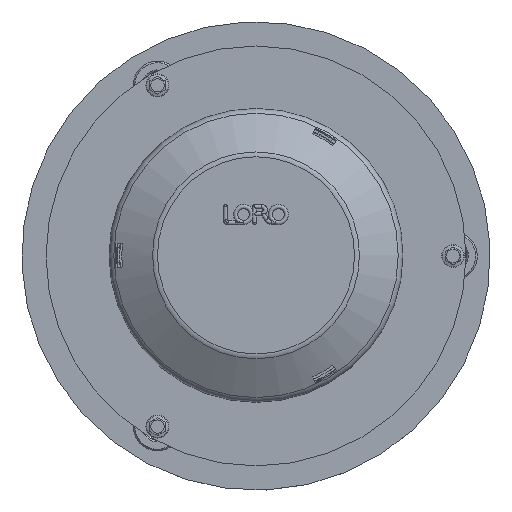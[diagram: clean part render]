
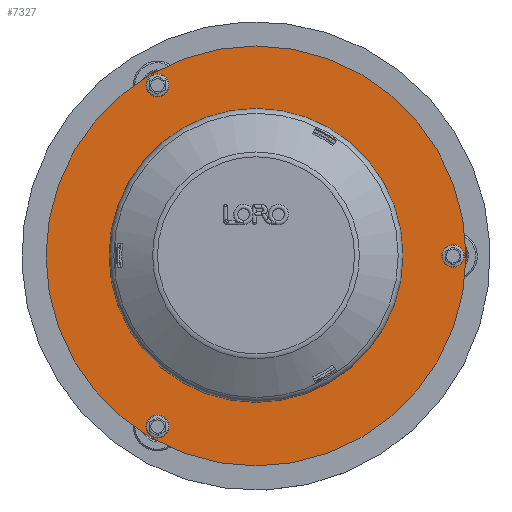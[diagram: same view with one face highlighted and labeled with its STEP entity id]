
A CAD part, top view. The second image highlights one B-rep face of the part: STEP entity #7327.
In plain terms, the highlighted planar face has unit normal (0, 0, 1).
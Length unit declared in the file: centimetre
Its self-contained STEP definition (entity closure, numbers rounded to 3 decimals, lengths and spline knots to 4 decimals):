
#182=FACE_BOUND('',#1327,.T.);
#183=FACE_BOUND('',#1328,.T.);
#184=FACE_BOUND('',#1329,.T.);
#185=FACE_BOUND('',#1330,.T.);
#377=PLANE('',#9544);
#828=FACE_OUTER_BOUND('',#1326,.T.);
#1326=EDGE_LOOP('',(#5134));
#1327=EDGE_LOOP('',(#5135));
#1328=EDGE_LOOP('',(#5136));
#1329=EDGE_LOOP('',(#5137));
#1330=EDGE_LOOP('',(#5138));
#1946=CIRCLE('',#9530,4.);
#1948=CIRCLE('',#9533,84.5);
#1950=CIRCLE('',#9536,4.);
#1952=CIRCLE('',#9539,4.);
#1954=CIRCLE('',#9542,130.);
#2502=VERTEX_POINT('',#13843);
#2504=VERTEX_POINT('',#13849);
#2506=VERTEX_POINT('',#13855);
#2508=VERTEX_POINT('',#13861);
#2510=VERTEX_POINT('',#13867);
#3487=EDGE_CURVE('',#2502,#2502,#1946,.T.);
#3490=EDGE_CURVE('',#2504,#2504,#1948,.T.);
#3493=EDGE_CURVE('',#2506,#2506,#1950,.T.);
#3496=EDGE_CURVE('',#2508,#2508,#1952,.T.);
#3499=EDGE_CURVE('',#2510,#2510,#1954,.T.);
#5134=ORIENTED_EDGE('',*,*,#3499,.T.);
#5135=ORIENTED_EDGE('',*,*,#3490,.F.);
#5136=ORIENTED_EDGE('',*,*,#3496,.T.);
#5137=ORIENTED_EDGE('',*,*,#3493,.T.);
#5138=ORIENTED_EDGE('',*,*,#3487,.T.);
#7327=ADVANCED_FACE('',(#828,#182,#183,#184,#185),#377,.T.);
#9530=AXIS2_PLACEMENT_3D('',#13845,#10901,#10902);
#9533=AXIS2_PLACEMENT_3D('',#13851,#10908,#10909);
#9536=AXIS2_PLACEMENT_3D('',#13857,#10915,#10916);
#9539=AXIS2_PLACEMENT_3D('',#13863,#10922,#10923);
#9542=AXIS2_PLACEMENT_3D('',#13869,#10929,#10930);
#9544=AXIS2_PLACEMENT_3D('',#13871,#10933,#10934);
#10901=DIRECTION('center_axis',(0.,0.,
-1.));
#10902=DIRECTION('ref_axis',(0.,-1.,0.));
#10908=DIRECTION('center_axis',(0.,0.,1.));
#10909=DIRECTION('ref_axis',(0.,1.,0.));
#10915=DIRECTION('center_axis',(0.,0.,
-1.));
#10916=DIRECTION('ref_axis',(0.,1.,0.));
#10922=DIRECTION('center_axis',(0.,0.,
-1.));
#10923=DIRECTION('ref_axis',(0.,1.,0.));
#10929=DIRECTION('center_axis',(0.,0.,
1.));
#10930=DIRECTION('ref_axis',(0.,1.,0.));
#10933=DIRECTION('center_axis',(0.,0.,
1.));
#10934=DIRECTION('ref_axis',(1.,0.,0.));
#13843=CARTESIAN_POINT('',(-61.,-101.6551,25.5));
#13845=CARTESIAN_POINT('Origin',(-61.,-105.6551,25.5));
#13849=CARTESIAN_POINT('',(0.,-84.5,25.5));
#13851=CARTESIAN_POINT('Origin',(0.,0.,
25.5));
#13855=CARTESIAN_POINT('',(122.,-4.,25.5));
#13857=CARTESIAN_POINT('Origin',(122.,0.,25.5));
#13861=CARTESIAN_POINT('',(-61.,101.6551,25.5));
#13863=CARTESIAN_POINT('Origin',(-61.,105.6551,25.5));
#13867=CARTESIAN_POINT('',(0.,-130.,25.5));
#13869=CARTESIAN_POINT('Origin',(0.,0.,
25.5));
#13871=CARTESIAN_POINT('Origin',(0.,0.,
25.5));
